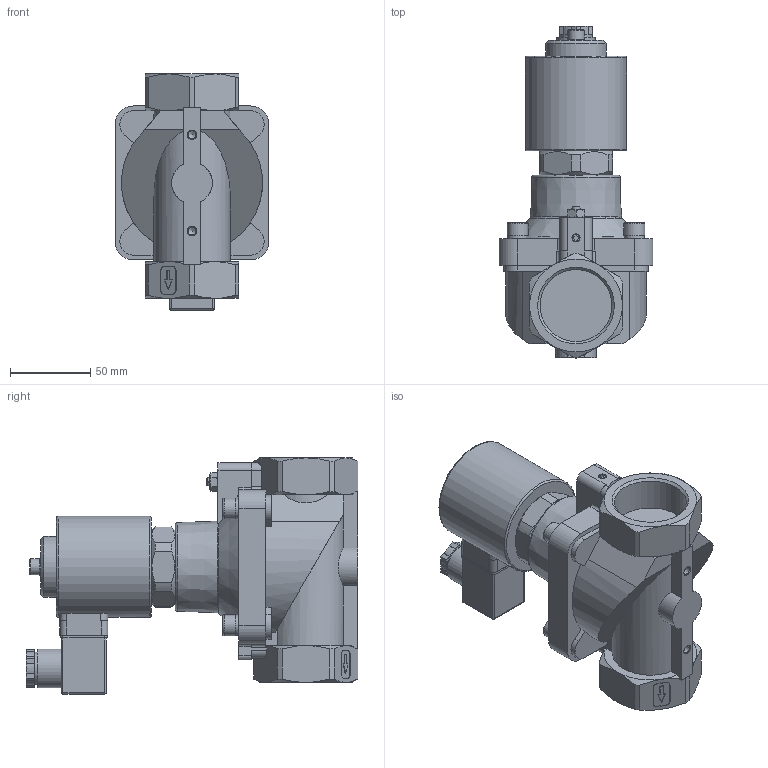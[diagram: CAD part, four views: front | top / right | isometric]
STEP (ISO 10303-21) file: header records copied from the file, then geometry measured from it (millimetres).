
FILE_DESCRIPTION(/* description */ ('STEP AP214'),/* implementation_level */ '2;1');
FILE_NAME(/* name */ '1492228_VZWF-L-M22C-G112-400-E-2AP4-10',/* time_stamp */ '2024-09-18T09:20:43+02:00',/* author */ ('License CC BY-ND 4.0'),/* organization */ ('CADENAS'),/* preprocessor_version */ 'ST-DEVELOPER v19.3',/* originating_system */ 'PARTsolutions',/* authorisation */ ' ');
FILE_SCHEMA (('TECHNICAL_DATA_PACKAGING','PROCESS_PLANNING_SCHEMA','AUTOMOTIVE_DESIGN {1 0 10303 214 3 1 1}'));
Length unit declared in the file: millimetre
Products named in the file (4): 1492228 VZWF-L-M22C-G112-400-E-2AP4-10; 1001800 VZWF-L-M22C-G112-400-E-2AP4-10-G; 1002016 VACN-G2P-A1-2A; 1366712 VACN-G2
Assembly tree (3 placements, depth 2):
  1492228 VZWF-L-M22C-G112-400-E-2AP4-10
    1001800 VZWF-L-M22C-G112-400-E-2AP4-10-G
    1002016 VACN-G2P-A1-2A
    1366712 VACN-G2
Bounding box: 96 x 207 x 147.3 mm (x, y, z)
Volume: 892801.5 mm3; surface area: 111455.8 mm2
Topology: 3 solids, 3 shells, 506 faces, 1301 edges, 857 vertices
Faces by surface type: plane 326, cylinder 144, cone 27, torus 9
Full cylindrical faces by diameter (mm): 2.459 x1, 3 x1, 3.5 x4, 4.917 x2, 5 x1, 6.2 x1, 6.3 x4, 7.7 x1, 10 x1, 11 x1, 12.7 x4, 13 x4, 15 x1, 18 x1, 20 x1, 24 x1, 28 x3, 28.5 x1, 37.97 x1, 44.845 x2, 63 x1
Entity records: 15962 total; most frequent: CARTESIAN_POINT 2936, DIRECTION 2511, ORIENTED_EDGE 2448, EDGE_CURVE 1224, AXIS2_PLACEMENT_3D 851, VERTEX_POINT 847, LINE 809, VECTOR 809
